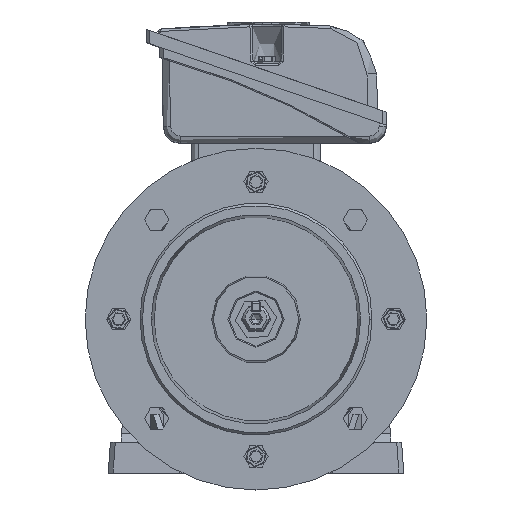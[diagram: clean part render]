
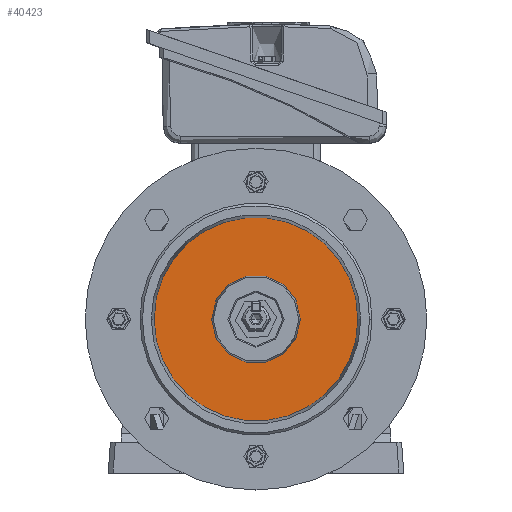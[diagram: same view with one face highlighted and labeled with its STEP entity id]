
A CAD part, top view. The second image highlights one B-rep face of the part: STEP entity #40423.
In plain terms, the highlighted face is planar.
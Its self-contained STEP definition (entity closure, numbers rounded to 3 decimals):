
#1540 = EDGE_CURVE ( 'NONE', #37320, #30539, #50400, .T. ) ;
#1651 = VERTEX_POINT ( 'NONE', #13715 ) ;
#1666 = DIRECTION ( 'NONE',  ( 1., 0., 0. ) ) ;
#2743 = CIRCLE ( 'NONE', #29923, 18.117 ) ;
#3695 = VERTEX_POINT ( 'NONE', #9566 ) ;
#4253 = FACE_OUTER_BOUND ( 'NONE', #35797, .T. ) ;
#4677 = CARTESIAN_POINT ( 'NONE',  ( 0., 0., -3.501 ) ) ;
#8775 = DIRECTION ( 'NONE',  ( 1., 0., 0. ) ) ;
#8887 = DIRECTION ( 'NONE',  ( 1., 0., 0. ) ) ;
#9566 = CARTESIAN_POINT ( 'NONE',  ( 18.117, 0., -3.501 ) ) ;
#10418 = EDGE_LOOP ( 'NONE', ( #43017, #54866 ) ) ;
#10815 = CARTESIAN_POINT ( 'NONE',  ( 0., 0., -3.501 ) ) ;
#10918 = PLANE ( 'NONE',  #56177 ) ;
#13703 = AXIS2_PLACEMENT_3D ( 'NONE', #48229, #47839, #21948 ) ;
#13715 = CARTESIAN_POINT ( 'NONE',  ( -18.117, 0., -3.501 ) ) ;
#18983 = DIRECTION ( 'NONE',  ( 0., 0., 1. ) ) ;
#19821 = AXIS2_PLACEMENT_3D ( 'NONE', #4677, #53106, #8887 ) ;
#20215 = AXIS2_PLACEMENT_3D ( 'NONE', #10815, #18983, #1666 ) ;
#21948 = DIRECTION ( 'NONE',  ( 1., 0., 0. ) ) ;
#23001 = CARTESIAN_POINT ( 'NONE',  ( -41.735, 0., -3.501 ) ) ;
#25963 = EDGE_CURVE ( 'NONE', #30539, #37320, #55480, .T. ) ;
#26522 = DIRECTION ( 'NONE',  ( 0., 0., 1. ) ) ;
#29923 = AXIS2_PLACEMENT_3D ( 'NONE', #52596, #26522, #8775 ) ;
#30539 = VERTEX_POINT ( 'NONE', #23001 ) ;
#35797 = EDGE_LOOP ( 'NONE', ( #37304, #47596 ) ) ;
#37304 = ORIENTED_EDGE ( 'NONE', *, *, #25963, .F. ) ;
#37320 = VERTEX_POINT ( 'NONE', #38432 ) ;
#38432 = CARTESIAN_POINT ( 'NONE',  ( 41.735, 0., -3.501 ) ) ;
#40423 = ADVANCED_FACE ( 'NONE', ( #4253, #54959 ), #10918, .F. ) ;
#41341 = EDGE_CURVE ( 'NONE', #1651, #3695, #48707, .T. ) ;
#41764 = DIRECTION ( 'NONE',  ( 1., 0., 0. ) ) ;
#41958 = DIRECTION ( 'NONE',  ( 0., 0., 1. ) ) ;
#43017 = ORIENTED_EDGE ( 'NONE', *, *, #44610, .T. ) ;
#44610 = EDGE_CURVE ( 'NONE', #3695, #1651, #2743, .T. ) ;
#46503 = CARTESIAN_POINT ( 'NONE',  ( 0., 18.117, -3.501 ) ) ;
#47596 = ORIENTED_EDGE ( 'NONE', *, *, #1540, .F. ) ;
#47839 = DIRECTION ( 'NONE',  ( 0., 0., 1. ) ) ;
#48229 = CARTESIAN_POINT ( 'NONE',  ( 0., 0., -3.501 ) ) ;
#48707 = CIRCLE ( 'NONE', #20215, 18.117 ) ;
#50400 = CIRCLE ( 'NONE', #13703, 41.735 ) ;
#52596 = CARTESIAN_POINT ( 'NONE',  ( 0., 0., -3.501 ) ) ;
#53106 = DIRECTION ( 'NONE',  ( 0., 0., 1. ) ) ;
#54866 = ORIENTED_EDGE ( 'NONE', *, *, #41341, .T. ) ;
#54959 = FACE_BOUND ( 'NONE', #10418, .T. ) ;
#55480 = CIRCLE ( 'NONE', #19821, 41.735 ) ;
#56177 = AXIS2_PLACEMENT_3D ( 'NONE', #46503, #41958, #41764 ) ;
